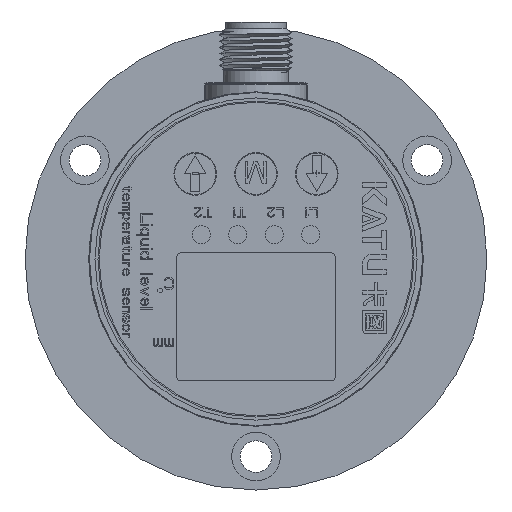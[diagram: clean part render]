
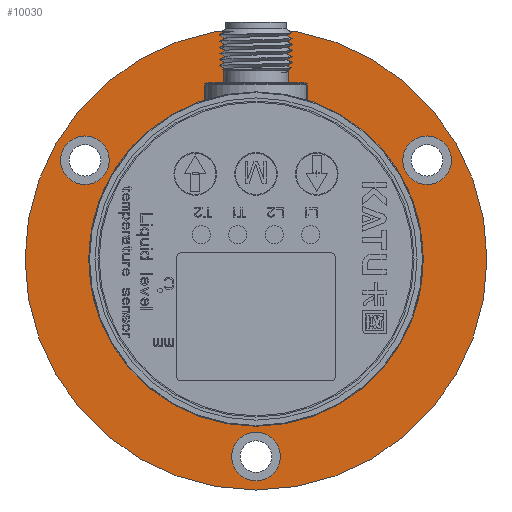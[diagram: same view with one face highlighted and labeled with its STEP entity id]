
A CAD part, left-side view. The second image highlights one B-rep face of the part: STEP entity #10030.
In plain terms, the highlighted planar face has unit normal (-1, 0, 0).
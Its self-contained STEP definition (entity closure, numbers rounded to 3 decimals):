
#99=LINE('',#41762,#3566);
#3566=VECTOR('',#29739,1.);
#7135=PLANE('',#27884);
#10030=ADVANCED_FACE('',(#11553,#11554,#11555,#11556,#11557),#7135,.F.);
#11553=FACE_BOUND('',#12000,.T.);
#11554=FACE_BOUND('',#12001,.T.);
#11555=FACE_BOUND('',#12002,.T.);
#11556=FACE_BOUND('',#12003,.T.);
#11557=FACE_BOUND('',#12004,.T.);
#12000=EDGE_LOOP('',(#13877));
#12001=EDGE_LOOP('',(#13878));
#12002=EDGE_LOOP('',(#13879));
#12003=EDGE_LOOP('',(#13880));
#12004=EDGE_LOOP('',(#13881,#13882));
#13877=ORIENTED_EDGE('',*,*,#23845,.F.);
#13878=ORIENTED_EDGE('',*,*,#23846,.F.);
#13879=ORIENTED_EDGE('',*,*,#23847,.F.);
#13880=ORIENTED_EDGE('',*,*,#23848,.F.);
#13881=ORIENTED_EDGE('',*,*,#23838,.T.);
#13882=ORIENTED_EDGE('',*,*,#23843,.F.);
#21213=VERTEX_POINT('',#41753);
#21214=VERTEX_POINT('',#41754);
#21218=VERTEX_POINT('',#41767);
#21219=VERTEX_POINT('',#41769);
#21220=VERTEX_POINT('',#41771);
#21221=VERTEX_POINT('',#41773);
#23838=EDGE_CURVE('',#21213,#21214,#27543,.T.);
#23843=EDGE_CURVE('',#21213,#21214,#99,.T.);
#23845=EDGE_CURVE('',#21218,#21218,#27546,.T.);
#23846=EDGE_CURVE('',#21219,#21219,#27547,.T.);
#23847=EDGE_CURVE('',#21220,#21220,#27548,.T.);
#23848=EDGE_CURVE('',#21221,#21221,#27549,.T.);
#27543=CIRCLE('',#27875,27.5);
#27546=CIRCLE('',#27880,38.);
#27547=CIRCLE('',#27881,4.);
#27548=CIRCLE('',#27882,4.);
#27549=CIRCLE('',#27883,4.);
#27875=AXIS2_PLACEMENT_3D('',#41752,#29730,#29731);
#27880=AXIS2_PLACEMENT_3D('',#41766,#29744,#29745);
#27881=AXIS2_PLACEMENT_3D('',#41768,#29746,#29747);
#27882=AXIS2_PLACEMENT_3D('',#41770,#29748,#29749);
#27883=AXIS2_PLACEMENT_3D('',#41772,#29750,#29751);
#27884=AXIS2_PLACEMENT_3D('',#41774,#29752,#29753);
#29730=DIRECTION('',(1.,0.,0.));
#29731=DIRECTION('',(0.,0.,-1.));
#29739=DIRECTION('',(0.,1.,0.));
#29744=DIRECTION('',(1.,0.,0.));
#29745=DIRECTION('',(0.,0.,-1.));
#29746=DIRECTION('',(-1.,0.,0.));
#29747=DIRECTION('',(0.,-1.,0.));
#29748=DIRECTION('',(-1.,0.,0.));
#29749=DIRECTION('',(0.,-1.,0.));
#29750=DIRECTION('',(-1.,0.,0.));
#29751=DIRECTION('',(0.,-1.,0.));
#29752=DIRECTION('',(1.,0.,0.));
#29753=DIRECTION('',(0.,-1.,0.));
#41752=CARTESIAN_POINT('',(42.,38.019,-39.));
#41753=CARTESIAN_POINT('',(42.,29.061,-13.));
#41754=CARTESIAN_POINT('',(42.,46.977,-13.));
#41762=CARTESIAN_POINT('',(42.,29.061,-13.));
#41766=CARTESIAN_POINT('',(42.,38.019,-39.));
#41767=CARTESIAN_POINT('',(42.,38.019,-77.));
#41768=CARTESIAN_POINT('',(42.,38.019,-71.5));
#41769=CARTESIAN_POINT('',(42.,34.019,-71.5));
#41770=CARTESIAN_POINT('',(42.,9.873,-22.75));
#41771=CARTESIAN_POINT('',(42.,5.873,-22.75));
#41772=CARTESIAN_POINT('',(42.,66.165,-22.75));
#41773=CARTESIAN_POINT('',(42.,62.165,-22.75));
#41774=CARTESIAN_POINT('',(42.,38.019,-39.));
